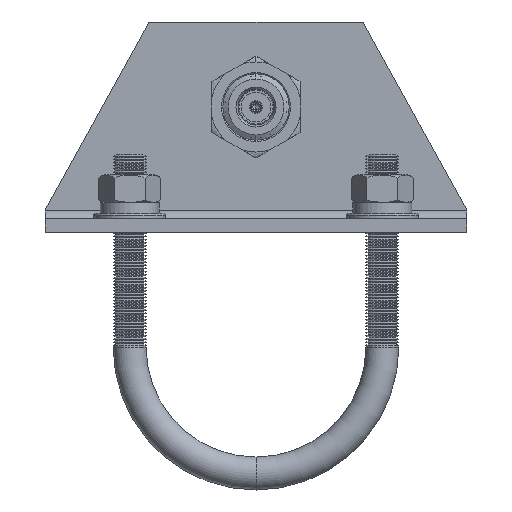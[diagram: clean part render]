
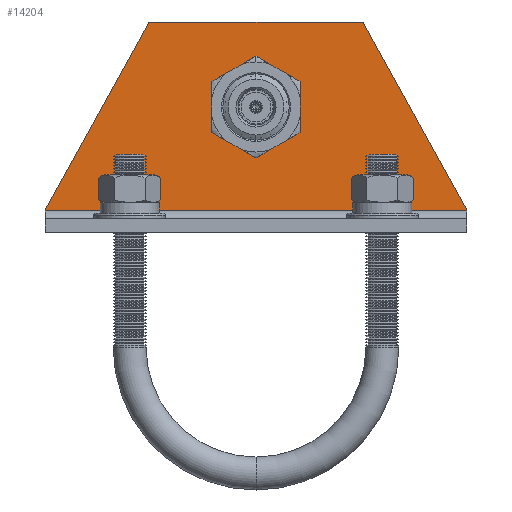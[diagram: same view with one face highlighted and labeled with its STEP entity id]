
A CAD part, front view. The second image highlights one B-rep face of the part: STEP entity #14204.
In plain terms, the highlighted face is planar.
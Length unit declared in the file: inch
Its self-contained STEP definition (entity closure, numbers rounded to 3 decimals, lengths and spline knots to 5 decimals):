
#130 = DIRECTION ( 'NONE',  ( 0., 0., -1. ) ) ;
#466 = CARTESIAN_POINT ( 'NONE',  ( -0.127, 1.9685, -1.965 ) ) ;
#1362 = CARTESIAN_POINT ( 'NONE',  ( -0.127, -1.9685, -0.21177 ) ) ;
#1396 = EDGE_CURVE ( 'NONE', #31193, #4482, #28044, .T. ) ;
#2292 = ORIENTED_EDGE ( 'NONE', *, *, #29664, .F. ) ;
#2585 = CARTESIAN_POINT ( 'NONE',  ( -0.127, 1., -1.965 ) ) ;
#3177 = CARTESIAN_POINT ( 'NONE',  ( -0.127, 0., -0.848 ) ) ;
#4205 = CARTESIAN_POINT ( 'NONE',  ( -0.127, -1.9685, -1.965 ) ) ;
#4482 = VERTEX_POINT ( 'NONE', #18680 ) ;
#5069 = ORIENTED_EDGE ( 'NONE', *, *, #1396, .F. ) ;
#5506 = ORIENTED_EDGE ( 'NONE', *, *, #29626, .F. ) ;
#6061 = PLANE ( 'NONE',  #24922 ) ;
#6472 = CIRCLE ( 'NONE', #6984, 0.3225 ) ;
#6710 = CARTESIAN_POINT ( 'NONE',  ( -0.127, 1.9685, -1.965 ) ) ;
#6984 = AXIS2_PLACEMENT_3D ( 'NONE', #27765, #12633, #130 ) ;
#7153 = CARTESIAN_POINT ( 'NONE',  ( -0.127, 0., -1.1705 ) ) ;
#8335 = DIRECTION ( 'NONE',  ( 1., 0., 0. ) ) ;
#8393 = DIRECTION ( 'NONE',  ( 0., -1., 0. ) ) ;
#9887 = CARTESIAN_POINT ( 'NONE',  ( -0.127, 1.9685, -1.965 ) ) ;
#11245 = VERTEX_POINT ( 'NONE', #1362 ) ;
#11753 = EDGE_CURVE ( 'NONE', #4482, #12510, #26488, .T. ) ;
#12037 = CARTESIAN_POINT ( 'NONE',  ( -0.127, -1., -1.965 ) ) ;
#12408 = EDGE_CURVE ( 'NONE', #31193, #14555, #27705, .T. ) ;
#12510 = VERTEX_POINT ( 'NONE', #18279 ) ;
#12633 = DIRECTION ( 'NONE',  ( -1., 0., 0. ) ) ;
#12683 = VECTOR ( 'NONE', #15201, 39.37008 ) ;
#12955 = AXIS2_PLACEMENT_3D ( 'NONE', #7153, #29693, #32143 ) ;
#13189 = LINE ( 'NONE', #26356, #26253 ) ;
#13192 = EDGE_LOOP ( 'NONE', ( #17753, #5506, #15207, #18642, #22833, #5069 ) ) ;
#14204 = ADVANCED_FACE ( 'NONE', ( #31203, #20695 ), #6061, .F. ) ;
#14372 = VERTEX_POINT ( 'NONE', #20345 ) ;
#14555 = VERTEX_POINT ( 'NONE', #12037 ) ;
#15201 = DIRECTION ( 'NONE',  ( 0., -1., 0. ) ) ;
#15207 = ORIENTED_EDGE ( 'NONE', *, *, #27487, .T. ) ;
#17753 = ORIENTED_EDGE ( 'NONE', *, *, #12408, .T. ) ;
#17935 = VECTOR ( 'NONE', #30956, 39.37008 ) ;
#18279 = CARTESIAN_POINT ( 'NONE',  ( -0.127, 1.9685, -0.2 ) ) ;
#18378 = LINE ( 'NONE', #21014, #21330 ) ;
#18642 = ORIENTED_EDGE ( 'NONE', *, *, #20976, .F. ) ;
#18680 = CARTESIAN_POINT ( 'NONE',  ( -0.127, 1.9685, -0.21177 ) ) ;
#20345 = CARTESIAN_POINT ( 'NONE',  ( -0.127, 0., -1.493 ) ) ;
#20695 = FACE_OUTER_BOUND ( 'NONE', #13192, .T. ) ;
#20976 = EDGE_CURVE ( 'NONE', #12510, #29254, #13189, .T. ) ;
#21002 = DIRECTION ( 'NONE',  ( 0., 0., -1. ) ) ;
#21014 = CARTESIAN_POINT ( 'NONE',  ( -0.127, -1., -1.965 ) ) ;
#21330 = VECTOR ( 'NONE', #28616, 39.37008 ) ;
#21511 = DIRECTION ( 'NONE',  ( 0., 0., 1. ) ) ;
#21808 = VERTEX_POINT ( 'NONE', #3177 ) ;
#22444 = ORIENTED_EDGE ( 'NONE', *, *, #23288, .F. ) ;
#22833 = ORIENTED_EDGE ( 'NONE', *, *, #11753, .F. ) ;
#23288 = EDGE_CURVE ( 'NONE', #21808, #14372, #6472, .T. ) ;
#24281 = DIRECTION ( 'NONE',  ( 0., 0., 1. ) ) ;
#24664 = EDGE_LOOP ( 'NONE', ( #2292, #22444 ) ) ;
#24922 = AXIS2_PLACEMENT_3D ( 'NONE', #466, #8335, #21002 ) ;
#26253 = VECTOR ( 'NONE', #8393, 39.37008 ) ;
#26356 = CARTESIAN_POINT ( 'NONE',  ( -0.127, 1.9685, -0.2 ) ) ;
#26488 = LINE ( 'NONE', #6710, #31993 ) ;
#26620 = LINE ( 'NONE', #4205, #31111 ) ;
#27487 = EDGE_CURVE ( 'NONE', #11245, #29254, #26620, .T. ) ;
#27705 = LINE ( 'NONE', #9887, #12683 ) ;
#27765 = CARTESIAN_POINT ( 'NONE',  ( -0.127, 0., -1.1705 ) ) ;
#28017 = CARTESIAN_POINT ( 'NONE',  ( -0.127, -1.9685, -0.2 ) ) ;
#28044 = LINE ( 'NONE', #28204, #17935 ) ;
#28204 = CARTESIAN_POINT ( 'NONE',  ( -0.127, 1., -1.965 ) ) ;
#28616 = DIRECTION ( 'NONE',  ( 0., 0.484, -0.875 ) ) ;
#29254 = VERTEX_POINT ( 'NONE', #28017 ) ;
#29626 = EDGE_CURVE ( 'NONE', #11245, #14555, #18378, .T. ) ;
#29664 = EDGE_CURVE ( 'NONE', #14372, #21808, #30796, .T. ) ;
#29693 = DIRECTION ( 'NONE',  ( -1., 0., 0. ) ) ;
#30796 = CIRCLE ( 'NONE', #12955, 0.3225 ) ;
#30956 = DIRECTION ( 'NONE',  ( 0., 0.484, 0.875 ) ) ;
#31111 = VECTOR ( 'NONE', #24281, 39.37008 ) ;
#31193 = VERTEX_POINT ( 'NONE', #2585 ) ;
#31203 = FACE_BOUND ( 'NONE', #24664, .T. ) ;
#31993 = VECTOR ( 'NONE', #21511, 39.37008 ) ;
#32143 = DIRECTION ( 'NONE',  ( 0., 0., -1. ) ) ;
